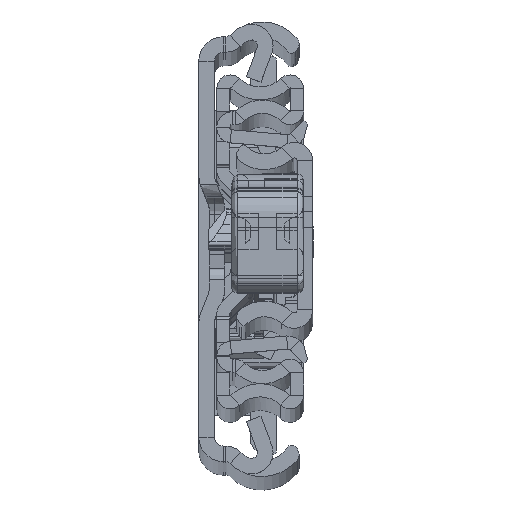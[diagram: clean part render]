
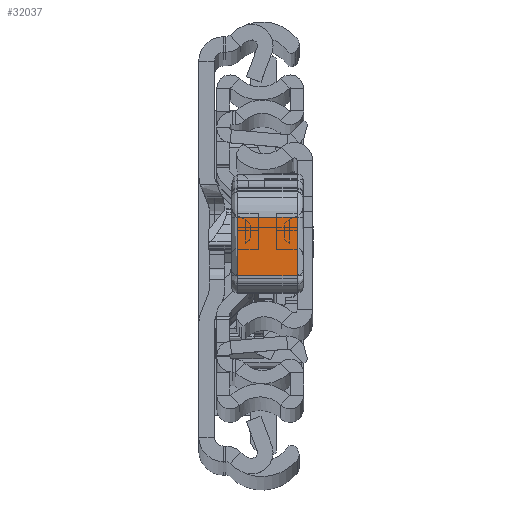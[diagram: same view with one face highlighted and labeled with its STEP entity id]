
A CAD part, top view. The second image highlights one B-rep face of the part: STEP entity #32037.
In plain terms, the highlighted face is planar.
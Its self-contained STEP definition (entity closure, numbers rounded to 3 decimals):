
#73 = CARTESIAN_POINT ( 'NONE',  ( 39.55, -12.274, 11. ) ) ;
#960 = ORIENTED_EDGE ( 'NONE', *, *, #20763, .T. ) ;
#5006 = LINE ( 'NONE', #73, #27087 ) ;
#6201 = PLANE ( 'NONE',  #20043 ) ;
#6547 = DIRECTION ( 'NONE',  ( -0.027, -1., 0. ) ) ;
#6550 = VERTEX_POINT ( 'NONE', #24638 ) ;
#7299 = VECTOR ( 'NONE', #30254, 1000. ) ;
#7824 = EDGE_CURVE ( 'NONE', #27417, #6550, #30616, .T. ) ;
#8193 = VECTOR ( 'NONE', #12614, 1000. ) ;
#9498 = DIRECTION ( 'NONE',  ( -0.027, -1., 0. ) ) ;
#10445 = DIRECTION ( 'NONE',  ( 0., 0., -1. ) ) ;
#11235 = LINE ( 'NONE', #14950, #7299 ) ;
#12614 = DIRECTION ( 'NONE',  ( 0., 0., 1. ) ) ;
#12772 = LINE ( 'NONE', #15162, #8193 ) ;
#14322 = CARTESIAN_POINT ( 'NONE',  ( 39.55, -12.274, 0. ) ) ;
#14572 = EDGE_CURVE ( 'NONE', #19609, #19923, #11235, .T. ) ;
#14950 = CARTESIAN_POINT ( 'NONE',  ( 39.55, -12.274, 0. ) ) ;
#15162 = CARTESIAN_POINT ( 'NONE',  ( 39.818, -2.465, 11. ) ) ;
#16076 = EDGE_LOOP ( 'NONE', ( #19806, #16972, #960, #24398 ) ) ;
#16972 = ORIENTED_EDGE ( 'NONE', *, *, #14572, .T. ) ;
#19609 = VERTEX_POINT ( 'NONE', #14322 ) ;
#19806 = ORIENTED_EDGE ( 'NONE', *, *, #30636, .T. ) ;
#19923 = VERTEX_POINT ( 'NONE', #23486 ) ;
#20043 = AXIS2_PLACEMENT_3D ( 'NONE', #22214, #24415, #6547 ) ;
#20763 = EDGE_CURVE ( 'NONE', #19923, #27417, #12772, .T. ) ;
#22046 = FACE_OUTER_BOUND ( 'NONE', #16076, .T. ) ;
#22214 = CARTESIAN_POINT ( 'NONE',  ( 39.55, -12.274, 11. ) ) ;
#23404 = CARTESIAN_POINT ( 'NONE',  ( 39.818, -2.465, 10. ) ) ;
#23486 = CARTESIAN_POINT ( 'NONE',  ( 39.818, -2.465, 0. ) ) ;
#24398 = ORIENTED_EDGE ( 'NONE', *, *, #7824, .T. ) ;
#24415 = DIRECTION ( 'NONE',  ( -1., 0.027, 0. ) ) ;
#24638 = CARTESIAN_POINT ( 'NONE',  ( 39.55, -12.274, 10. ) ) ;
#24966 = VECTOR ( 'NONE', #9498, 1000. ) ;
#27087 = VECTOR ( 'NONE', #10445, 1000. ) ;
#27417 = VERTEX_POINT ( 'NONE', #23404 ) ;
#30254 = DIRECTION ( 'NONE',  ( 0.027, 1., 0. ) ) ;
#30616 = LINE ( 'NONE', #32834, #24966 ) ;
#30636 = EDGE_CURVE ( 'NONE', #6550, #19609, #5006, .T. ) ;
#32037 = ADVANCED_FACE ( 'NONE', ( #22046 ), #6201, .F. ) ;
#32834 = CARTESIAN_POINT ( 'NONE',  ( 39.55, -12.274, 10. ) ) ;
